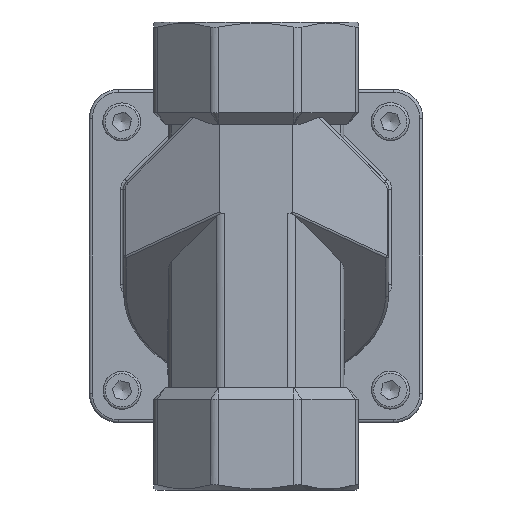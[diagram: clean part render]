
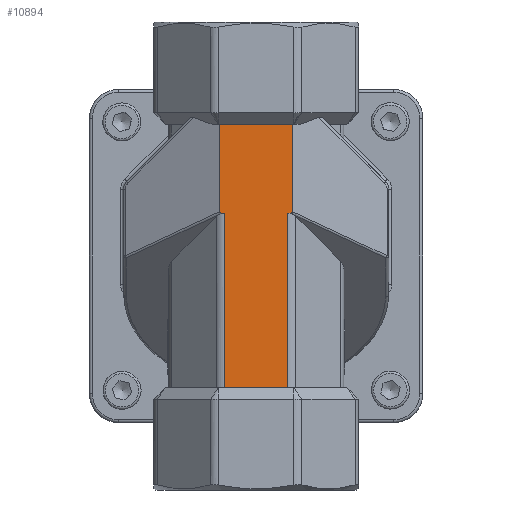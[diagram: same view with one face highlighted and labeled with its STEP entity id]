
A CAD part, front view. The second image highlights one B-rep face of the part: STEP entity #10894.
In plain terms, the highlighted planar face has unit normal (0, -1, 0).
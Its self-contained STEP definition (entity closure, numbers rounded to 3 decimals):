
#341=PLANE('',#11785);
#896=FACE_OUTER_BOUND('',#1551,.T.);
#1551=EDGE_LOOP('',(#8342,#8343,#8344,#8345,#8346,#8347,#8348,#8349,#8350,
#8351));
#2101=ELLIPSE('',#11782,2.569,1.);
#2103=ELLIPSE('',#11786,2.569,1.);
#2210=LINE('',#16478,#3060);
#2621=LINE('',#19306,#3471);
#2622=LINE('',#19310,#3472);
#2623=LINE('',#19312,#3473);
#2624=LINE('',#19314,#3474);
#2625=LINE('',#19318,#3475);
#2626=LINE('',#19319,#3476);
#2627=LINE('',#19320,#3477);
#3060=VECTOR('',#12738,10.);
#3471=VECTOR('',#13725,10.);
#3472=VECTOR('',#13730,10.);
#3473=VECTOR('',#13731,10.);
#3474=VECTOR('',#13732,10.);
#3475=VECTOR('',#13735,10.);
#3476=VECTOR('',#13736,10.);
#3477=VECTOR('',#13737,10.);
#4400=VERTEX_POINT('',#16475);
#4401=VERTEX_POINT('',#16477);
#4817=VERTEX_POINT('',#19299);
#4818=VERTEX_POINT('',#19301);
#4819=VERTEX_POINT('',#19305);
#4820=VERTEX_POINT('',#19309);
#4821=VERTEX_POINT('',#19311);
#4822=VERTEX_POINT('',#19313);
#4823=VERTEX_POINT('',#19315);
#4824=VERTEX_POINT('',#19317);
#5422=EDGE_CURVE('',#4401,#4400,#2210,.T.);
#6061=EDGE_CURVE('',#4817,#4818,#2101,.T.);
#6063=EDGE_CURVE('',#4818,#4819,#2621,.T.);
#6065=EDGE_CURVE('',#4817,#4820,#2622,.T.);
#6066=EDGE_CURVE('',#4820,#4821,#2623,.T.);
#6067=EDGE_CURVE('',#4822,#4821,#2624,.T.);
#6068=EDGE_CURVE('',#4823,#4822,#2103,.T.);
#6069=EDGE_CURVE('',#4824,#4823,#2625,.T.);
#6070=EDGE_CURVE('',#4401,#4824,#2626,.T.);
#6071=EDGE_CURVE('',#4819,#4400,#2627,.T.);
#8342=ORIENTED_EDGE('',*,*,#6061,.F.);
#8343=ORIENTED_EDGE('',*,*,#6065,.T.);
#8344=ORIENTED_EDGE('',*,*,#6066,.T.);
#8345=ORIENTED_EDGE('',*,*,#6067,.F.);
#8346=ORIENTED_EDGE('',*,*,#6068,.F.);
#8347=ORIENTED_EDGE('',*,*,#6069,.F.);
#8348=ORIENTED_EDGE('',*,*,#6070,.F.);
#8349=ORIENTED_EDGE('',*,*,#5422,.T.);
#8350=ORIENTED_EDGE('',*,*,#6071,.F.);
#8351=ORIENTED_EDGE('',*,*,#6063,.F.);
#10894=ADVANCED_FACE('',(#896),#341,.T.);
#11782=AXIS2_PLACEMENT_3D('',#19302,#13720,#13721);
#11785=AXIS2_PLACEMENT_3D('',#19308,#13728,#13729);
#11786=AXIS2_PLACEMENT_3D('',#19316,#13733,#13734);
#12738=DIRECTION('',(1.,0.,0.));
#13720=DIRECTION('center_axis',(0.,1.,0.));
#13721=DIRECTION('ref_axis',(0.906,0.,-0.423));
#13725=DIRECTION('',(-1.,0.,0.));
#13728=DIRECTION('center_axis',(0.,-1.,0.));
#13729=DIRECTION('ref_axis',(1.,0.,0.));
#13730=DIRECTION('',(0.,0.,1.));
#13731=DIRECTION('',(-1.,0.,0.));
#13732=DIRECTION('',(0.,0.,1.));
#13733=DIRECTION('center_axis',(0.,1.,0.));
#13734=DIRECTION('ref_axis',(-0.906,0.,-0.423));
#13735=DIRECTION('',(-1.,0.,0.));
#13736=DIRECTION('',(0.,0.,1.));
#13737=DIRECTION('',(0.,0.,-1.));
#16475=CARTESIAN_POINT('',(10.77,-30.,-45.));
#16477=CARTESIAN_POINT('',(-10.77,-30.,-45.));
#16478=CARTESIAN_POINT('',(-6.213,-30.,-45.));
#19299=CARTESIAN_POINT('',(12.426,-30.,15.166));
#19301=CARTESIAN_POINT('',(11.577,-30.,14.658));
#19302=CARTESIAN_POINT('Origin',(10.06,-30.,16.073));
#19305=CARTESIAN_POINT('',(10.77,-30.,14.658));
#19306=CARTESIAN_POINT('',(-6.213,-30.,14.658));
#19308=CARTESIAN_POINT('Origin',(-12.426,-30.,0.));
#19309=CARTESIAN_POINT('',(12.426,-30.,45.));
#19310=CARTESIAN_POINT('',(12.426,-30.,-80.));
#19311=CARTESIAN_POINT('',(-12.426,-30.,45.));
#19312=CARTESIAN_POINT('',(-6.213,-30.,45.));
#19313=CARTESIAN_POINT('',(-12.426,-30.,15.166));
#19314=CARTESIAN_POINT('',(-12.426,-30.,-80.));
#19315=CARTESIAN_POINT('',(-11.577,-30.,14.658));
#19316=CARTESIAN_POINT('Origin',(-10.06,-30.,16.073));
#19317=CARTESIAN_POINT('',(-10.77,-30.,14.658));
#19318=CARTESIAN_POINT('',(-6.213,-30.,14.658));
#19319=CARTESIAN_POINT('',(-10.77,-30.,0.));
#19320=CARTESIAN_POINT('',(10.77,-30.,0.));
